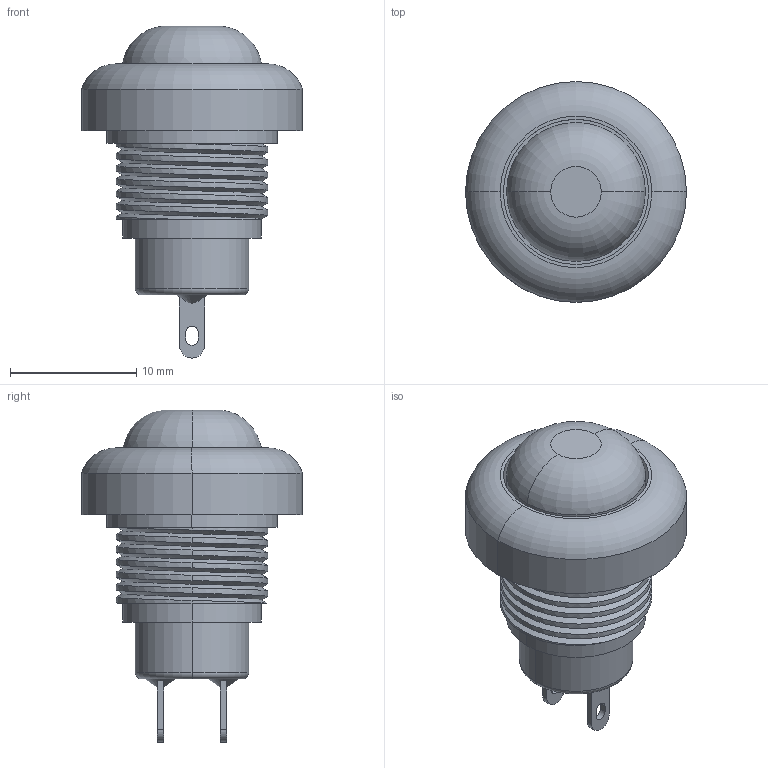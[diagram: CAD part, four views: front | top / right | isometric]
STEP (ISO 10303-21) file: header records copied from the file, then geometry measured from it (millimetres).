
FILE_DESCRIPTION (( 'STEP AP214' ), '1' );
FILE_NAME ('772B2646-0F5F-436E-8EBE-05CE67817355.STEP', '2022-10-04T20:57:47', ( '' ), ( '' ), 'SwSTEP 2.0', 'SolidWorks 2022', '' );
FILE_SCHEMA (( 'AUTOMOTIVE_DESIGN' ));
Length unit declared in the file: millimetre
Products named in the file (1): 772B2646-0F5F-436E-8EBE-05CE67817355
Bounding box: 17.5 x 17.5 x 26.3 mm (x, y, z)
Volume: 2386.1 mm3; surface area: 1955.9 mm2
Topology: 5 solids, 5 shells, 74 faces, 170 edges, 107 vertices
Faces by surface type: cylinder 34, plane 24, torus 10, cone 4, bspline 2
Entity records: 3729 total; most frequent: CARTESIAN_POINT 1318, DIRECTION 349, ORIENTED_EDGE 332, EDGE_CURVE 166, AXIS2_PLACEMENT_3D 141, VERTEX_POINT 107, EDGE_LOOP 85, FACE_OUTER_BOUND 74
